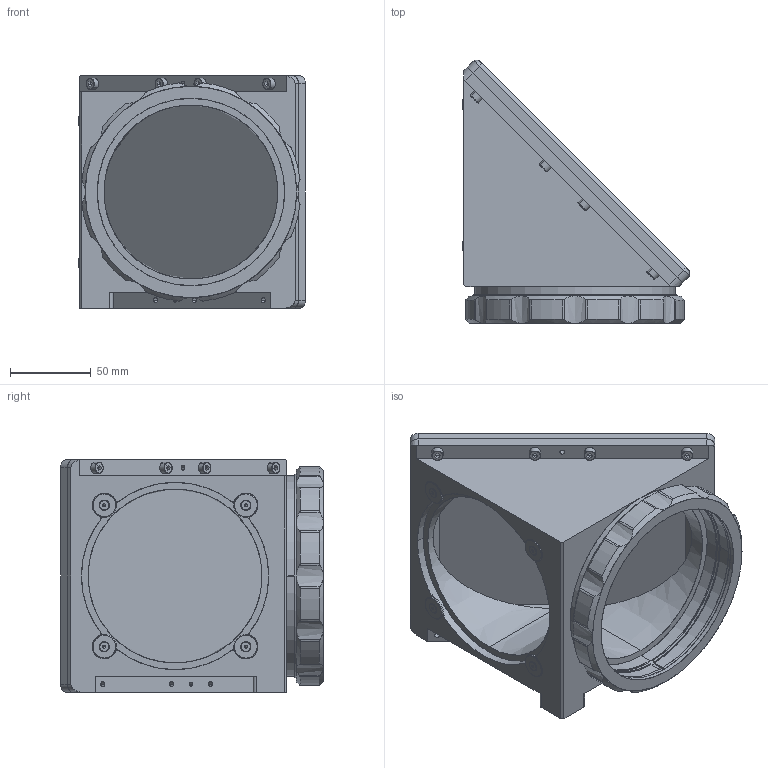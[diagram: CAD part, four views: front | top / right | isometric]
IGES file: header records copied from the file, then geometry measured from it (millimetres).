
Start section: SolidWorks IGES file using analytic representation for surfaces
Global section: file name: DP22430-A_CMMR080.igs; native system: SolidWorks 2021; preprocessor: SolidWorks 2021; author: lrizzotto; date: 220114.163424; units: millimetre
Bounding box: 140.64 x 162.92 x 144 mm (x, y, z)
Surface area: 169215.9 mm2 (no closed solid volume)
Topology: 0 solids, 0 shells, 401 faces, 6737 edges, 6713 vertices
Faces by surface type: revolution 246, bspline 155
